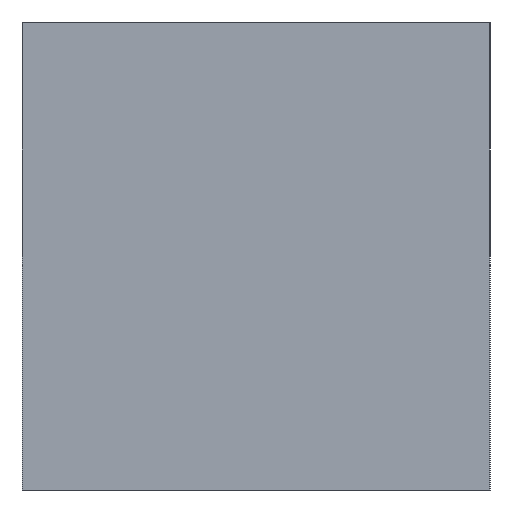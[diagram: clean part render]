
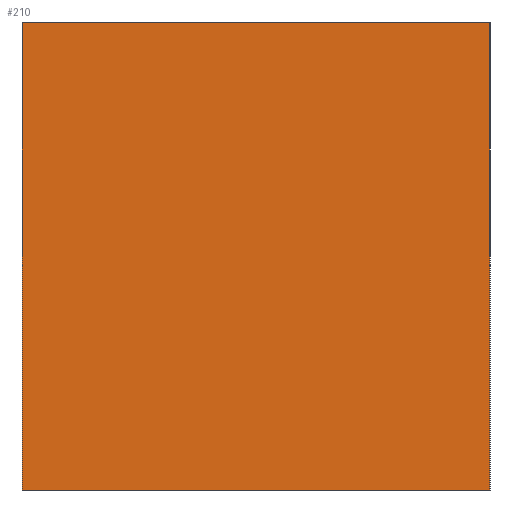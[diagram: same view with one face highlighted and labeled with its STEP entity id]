
A CAD part, left-side view. The second image highlights one B-rep face of the part: STEP entity #210.
In plain terms, the highlighted planar face has unit normal (-1, 0, 0).
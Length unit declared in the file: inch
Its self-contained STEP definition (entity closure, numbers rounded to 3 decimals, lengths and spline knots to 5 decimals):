
#11 = CARTESIAN_POINT ( 'NONE',  ( -2., 2., 0. ) ) ;
#16 = CARTESIAN_POINT ( 'NONE',  ( -2., -2., 4. ) ) ;
#18 = ORIENTED_EDGE ( 'NONE', *, *, #109, .F. ) ;
#19 = DIRECTION ( 'NONE',  ( 0., 1., 0. ) ) ;
#21 = AXIS2_PLACEMENT_3D ( 'NONE', #58, #178, #19 ) ;
#28 = CARTESIAN_POINT ( 'NONE',  ( -2., 2., 4. ) ) ;
#40 = PLANE ( 'NONE',  #21 ) ;
#44 = LINE ( 'NONE', #28, #164 ) ;
#46 = LINE ( 'NONE', #16, #187 ) ;
#50 = CARTESIAN_POINT ( 'NONE',  ( -2., 2., 4. ) ) ;
#51 = VECTOR ( 'NONE', #194, 39.37008 ) ;
#53 = CARTESIAN_POINT ( 'NONE',  ( -2., 2., 0. ) ) ;
#58 = CARTESIAN_POINT ( 'NONE',  ( -2., 2., 4. ) ) ;
#62 = EDGE_LOOP ( 'NONE', ( #147, #18, #126, #168 ) ) ;
#65 = CARTESIAN_POINT ( 'NONE',  ( -2., -2., 0. ) ) ;
#79 = VECTOR ( 'NONE', #130, 39.37008 ) ;
#84 = VERTEX_POINT ( 'NONE', #157 ) ;
#99 = CARTESIAN_POINT ( 'NONE',  ( -2., -2., 4. ) ) ;
#100 = DIRECTION ( 'NONE',  ( 0., -1., 0. ) ) ;
#109 = EDGE_CURVE ( 'NONE', #171, #138, #46, .T. ) ;
#115 = DIRECTION ( 'NONE',  ( 0., 0., -1. ) ) ;
#116 = LINE ( 'NONE', #11, #79 ) ;
#125 = EDGE_CURVE ( 'NONE', #84, #171, #44, .T. ) ;
#126 = ORIENTED_EDGE ( 'NONE', *, *, #125, .F. ) ;
#130 = DIRECTION ( 'NONE',  ( 0., -1., 0. ) ) ;
#135 = EDGE_CURVE ( 'NONE', #84, #143, #176, .T. ) ;
#138 = VERTEX_POINT ( 'NONE', #65 ) ;
#143 = VERTEX_POINT ( 'NONE', #53 ) ;
#147 = ORIENTED_EDGE ( 'NONE', *, *, #179, .T. ) ;
#150 = FACE_OUTER_BOUND ( 'NONE', #62, .T. ) ;
#157 = CARTESIAN_POINT ( 'NONE',  ( -2., 2., 4. ) ) ;
#164 = VECTOR ( 'NONE', #100, 39.37008 ) ;
#168 = ORIENTED_EDGE ( 'NONE', *, *, #135, .T. ) ;
#171 = VERTEX_POINT ( 'NONE', #99 ) ;
#176 = LINE ( 'NONE', #50, #51 ) ;
#178 = DIRECTION ( 'NONE',  ( 1., 0., 0. ) ) ;
#179 = EDGE_CURVE ( 'NONE', #143, #138, #116, .T. ) ;
#187 = VECTOR ( 'NONE', #115, 39.37008 ) ;
#194 = DIRECTION ( 'NONE',  ( 0., 0., -1. ) ) ;
#210 = ADVANCED_FACE ( 'NONE', ( #150 ), #40, .F. ) ;
